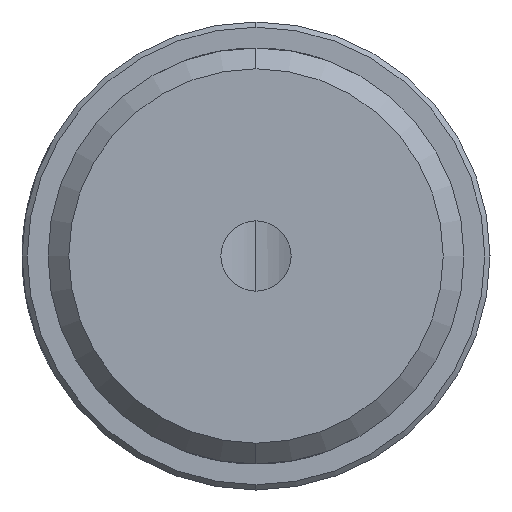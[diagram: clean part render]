
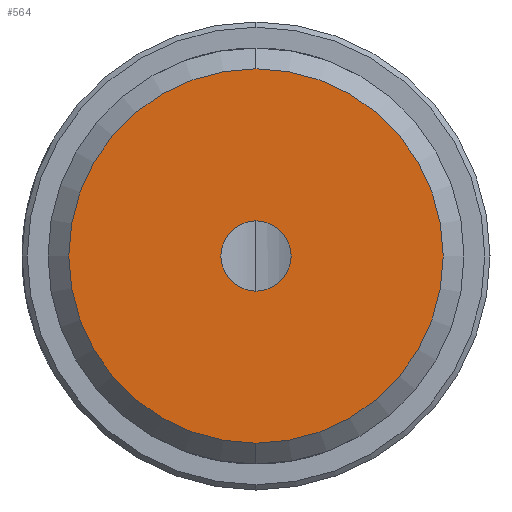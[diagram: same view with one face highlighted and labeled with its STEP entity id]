
A CAD part, left-side view. The second image highlights one B-rep face of the part: STEP entity #564.
In plain terms, the highlighted planar face has unit normal (-1, 0, 0).
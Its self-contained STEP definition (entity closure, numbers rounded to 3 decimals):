
#28 = DIRECTION ( 'NONE',  ( 0., 0., -1. ) ) ;
#182 = DIRECTION ( 'NONE',  ( 0., 0., -1. ) ) ;
#241 = AXIS2_PLACEMENT_3D ( 'NONE', #2010, #895, #2203 ) ;
#265 = CARTESIAN_POINT ( 'NONE',  ( -157.671, 39.323, -3.375 ) ) ;
#274 = CARTESIAN_POINT ( 'NONE',  ( -157.671, 39.323, -18. ) ) ;
#294 = ORIENTED_EDGE ( 'NONE', *, *, #301, .F. ) ;
#301 = EDGE_CURVE ( 'NONE', #1672, #782, #980, .T. ) ;
#426 = CARTESIAN_POINT ( 'NONE',  ( -157.671, 39.323, 0. ) ) ;
#564 = ADVANCED_FACE ( 'NONE', ( #671, #1298 ), #976, .T. ) ;
#627 = EDGE_LOOP ( 'NONE', ( #1282, #1259 ) ) ;
#646 = VERTEX_POINT ( 'NONE', #265 ) ;
#648 = CIRCLE ( 'NONE', #241, 18. ) ;
#649 = CARTESIAN_POINT ( 'NONE',  ( -157.671, 39.323, 18. ) ) ;
#671 = FACE_BOUND ( 'NONE', #627, .T. ) ;
#695 = DIRECTION ( 'NONE',  ( 1., 0., 0. ) ) ;
#782 = VERTEX_POINT ( 'NONE', #649 ) ;
#895 = DIRECTION ( 'NONE',  ( 1., 0., 0. ) ) ;
#976 = PLANE ( 'NONE',  #1771 ) ;
#980 = CIRCLE ( 'NONE', #2312, 18. ) ;
#981 = DIRECTION ( 'NONE',  ( 0., 0., 1. ) ) ;
#1146 = DIRECTION ( 'NONE',  ( 1., 0., 0. ) ) ;
#1259 = ORIENTED_EDGE ( 'NONE', *, *, #2257, .T. ) ;
#1282 = ORIENTED_EDGE ( 'NONE', *, *, #1382, .T. ) ;
#1298 = FACE_OUTER_BOUND ( 'NONE', #1882, .T. ) ;
#1309 = DIRECTION ( 'NONE',  ( 1., 0., 0. ) ) ;
#1329 = ORIENTED_EDGE ( 'NONE', *, *, #1817, .F. ) ;
#1382 = EDGE_CURVE ( 'NONE', #646, #2189, #1468, .T. ) ;
#1468 = CIRCLE ( 'NONE', #1835, 3.375 ) ;
#1672 = VERTEX_POINT ( 'NONE', #274 ) ;
#1701 = AXIS2_PLACEMENT_3D ( 'NONE', #1819, #695, #2006 ) ;
#1771 = AXIS2_PLACEMENT_3D ( 'NONE', #426, #2111, #981 ) ;
#1817 = EDGE_CURVE ( 'NONE', #782, #1672, #648, .T. ) ;
#1819 = CARTESIAN_POINT ( 'NONE',  ( -157.671, 39.323, 0. ) ) ;
#1835 = AXIS2_PLACEMENT_3D ( 'NONE', #2427, #1309, #182 ) ;
#1882 = EDGE_LOOP ( 'NONE', ( #294, #1329 ) ) ;
#2006 = DIRECTION ( 'NONE',  ( 0., 0., -1. ) ) ;
#2010 = CARTESIAN_POINT ( 'NONE',  ( -157.671, 39.323, 0. ) ) ;
#2049 = CIRCLE ( 'NONE', #1701, 3.375 ) ;
#2111 = DIRECTION ( 'NONE',  ( -1., 0., 0. ) ) ;
#2180 = CARTESIAN_POINT ( 'NONE',  ( -157.671, 39.323, 3.375 ) ) ;
#2189 = VERTEX_POINT ( 'NONE', #2180 ) ;
#2203 = DIRECTION ( 'NONE',  ( 0., 0., -1. ) ) ;
#2257 = EDGE_CURVE ( 'NONE', #2189, #646, #2049, .T. ) ;
#2271 = CARTESIAN_POINT ( 'NONE',  ( -157.671, 39.323, 0. ) ) ;
#2312 = AXIS2_PLACEMENT_3D ( 'NONE', #2271, #1146, #28 ) ;
#2427 = CARTESIAN_POINT ( 'NONE',  ( -157.671, 39.323, 0. ) ) ;
